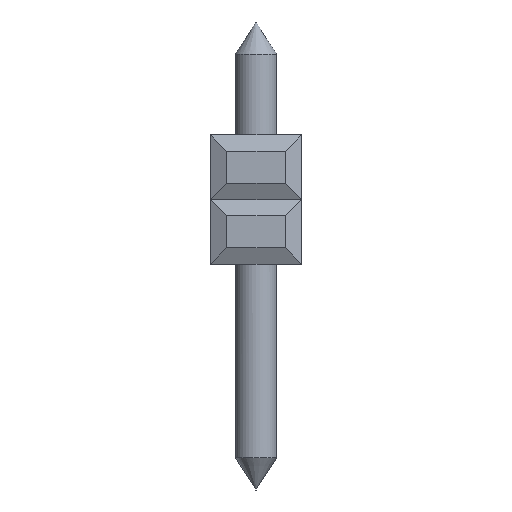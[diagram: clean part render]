
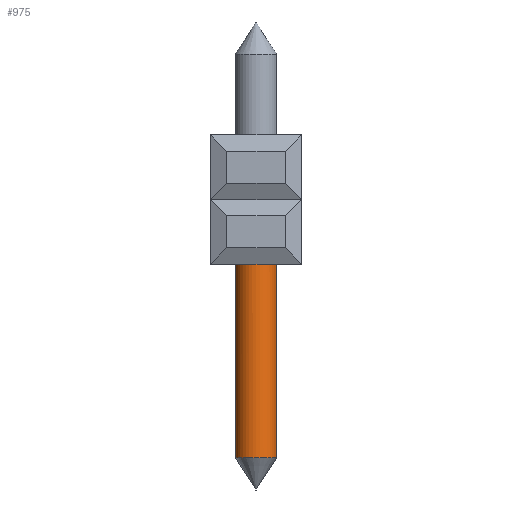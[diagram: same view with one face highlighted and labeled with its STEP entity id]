
A CAD part, left-side view. The second image highlights one B-rep face of the part: STEP entity #975.
In plain terms, the highlighted cylindrical face has radius 0.65 mm (diameter 1.3 mm), a full revolution.
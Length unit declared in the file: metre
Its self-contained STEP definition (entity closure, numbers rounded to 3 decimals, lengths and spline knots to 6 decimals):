
#975=ADVANCED_FACE('',(#2795,#2796),#2797,.T.);
#2795=FACE_OUTER_BOUND('',#5620,.T.);
#2796=FACE_OUTER_BOUND('',#5621,.T.);
#2797=CYLINDRICAL_SURFACE('',#5622,0.00065);
#5620=EDGE_LOOP('',(#8547));
#5621=EDGE_LOOP('',(#8548));
#5622=AXIS2_PLACEMENT_3D('',#8549,#8550,#8551);
#8547=ORIENTED_EDGE('',*,*,#15726,.F.);
#8548=ORIENTED_EDGE('',*,*,#15727,.F.);
#8549=CARTESIAN_POINT('',(-0.00435,-0.03326,0.0005));
#8550=DIRECTION('',(0.0,0.,-1.0));
#8551=DIRECTION('',(-1.0,0.0,0.0));
#15726=EDGE_CURVE('',#18605,#18605,#18606,.T.);
#15727=EDGE_CURVE('',#18607,#18607,#18608,.T.);
#18605=VERTEX_POINT('',#22574);
#18606=CIRCLE('',#22575,0.00065);
#18607=VERTEX_POINT('',#22576);
#18608=CIRCLE('',#22577,0.00065);
#22574=CARTESIAN_POINT('',(-0.00396,-0.03274,-0.01));
#22575=AXIS2_PLACEMENT_3D('',#28292,#28293,#28294);
#22576=CARTESIAN_POINT('',(-0.00435,-0.03391,-0.0038));
#22577=AXIS2_PLACEMENT_3D('',#28295,#28296,#28297);
#28292=CARTESIAN_POINT('',(-0.00435,-0.03326,-0.01));
#28293=DIRECTION('',(0.,0.,-1.0));
#28294=DIRECTION('',(0.6,0.8,0.));
#28295=CARTESIAN_POINT('',(-0.00435,-0.03326,-0.0038));
#28296=DIRECTION('',(0.0,0.,1.0));
#28297=DIRECTION('',(0.0,-1.0,0.));
